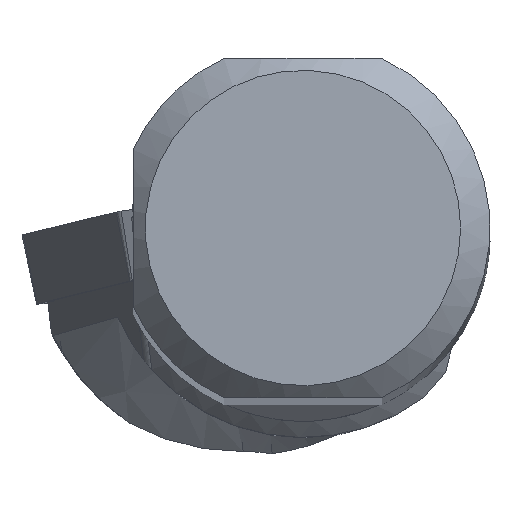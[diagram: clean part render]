
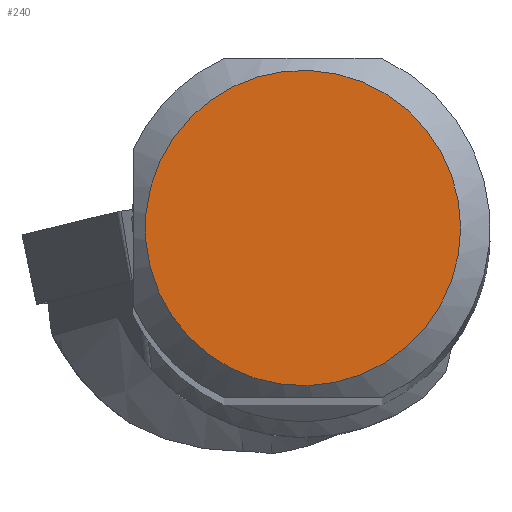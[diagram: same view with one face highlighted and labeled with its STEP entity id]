
A CAD part, top view. The second image highlights one B-rep face of the part: STEP entity #240.
In plain terms, the highlighted planar face has unit normal (0, 0, 1).
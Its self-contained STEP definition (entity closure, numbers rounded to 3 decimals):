
#178=FACE_OUTER_BOUND('',#517,.T.);
#240=ADVANCED_FACE('CU_SU_BP3',(#178),#288,.T.);
#288=PLANE('',#1373);
#517=EDGE_LOOP('',(#724));
#724=ORIENTED_EDGE('',*,*,#1116,.T.);
#981=VERTEX_POINT('',#2281);
#1116=EDGE_CURVE('',#981,#981,#1193,.T.);
#1193=CIRCLE('',#1372,10.691);
#1372=AXIS2_PLACEMENT_3D('',#2280,#1648,#1649);
#1373=AXIS2_PLACEMENT_3D('',#2282,#1650,#1651);
#1648=DIRECTION('',(0.,0.,1.));
#1649=DIRECTION('',(1.,0.,0.));
#1650=DIRECTION('',(0.,0.,1.));
#1651=DIRECTION('',(1.,0.,0.));
#2280=CARTESIAN_POINT('',(0.,0.,0.));
#2281=CARTESIAN_POINT('',(10.691,0.,0.));
#2282=CARTESIAN_POINT('',(0.,0.,0.));
